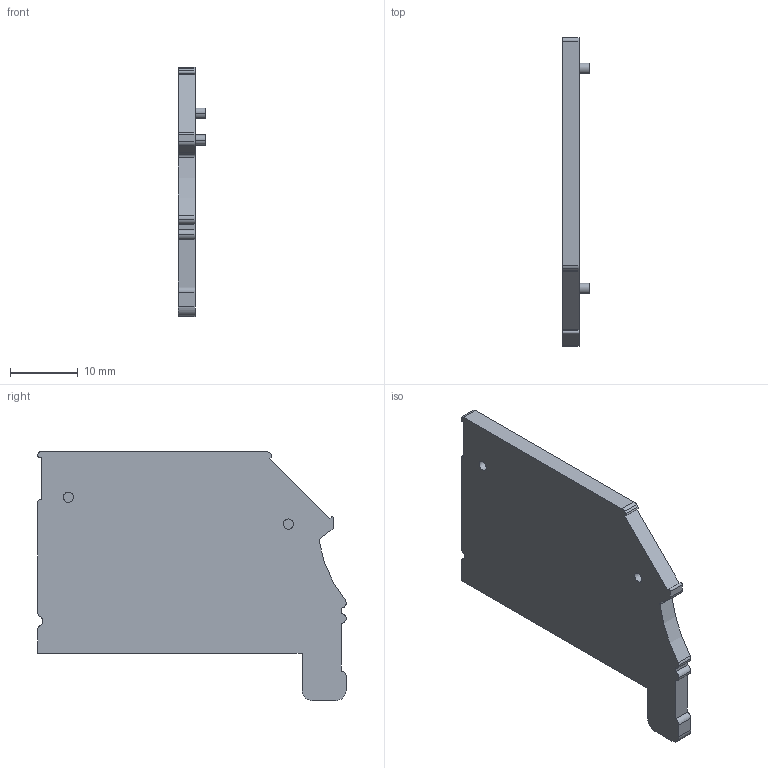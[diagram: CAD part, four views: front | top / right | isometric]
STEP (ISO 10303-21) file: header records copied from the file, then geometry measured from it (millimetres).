
FILE_DESCRIPTION(('CATIA V5R20 STEP214'),'2;1');
FILE_NAME ('334441_1', '2014-07-04T09:48:18+00:00', ('Weidmueller Interface'), ('Weidmueller'), 'CATIA Version 5 Release 20 SP 5 (IN-10)', 'CATIA V5 STEP AP214', 'none');
FILE_SCHEMA(('AUTOMOTIVE_DESIGN { 1 0 10303 214 1 1 1 1 }'));
Length unit declared in the file: millimetre
Products named in the file (1): WAP_WDU_1-5_BLZ_ZA
Bounding box: 4.1 x 45.4 x 36.7 mm (x, y, z)
Volume: 3198.3 mm3; surface area: 2993.9 mm2
Topology: 1 solids, 1 shells, 53 faces, 141 edges, 94 vertices
Faces by surface type: cylinder 27, plane 26
Entity records: 1956 total; most frequent: ORIENTED_EDGE 282, CARTESIAN_POINT 278, DIRECTION 225, EDGE_CURVE 141, AXIS2_PLACEMENT_3D 97, VERTEX_POINT 94, VECTOR 87, LINE 87
